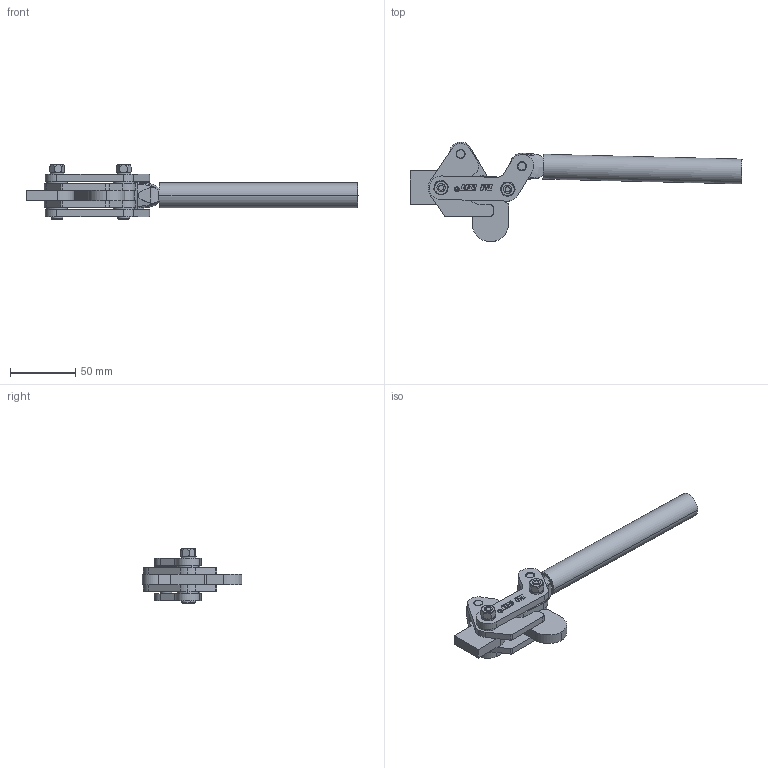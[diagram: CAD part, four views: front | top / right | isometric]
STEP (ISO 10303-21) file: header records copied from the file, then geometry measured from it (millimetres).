
FILE_DESCRIPTION (( 'STEP AP203' ), '1' );
FILE_NAME ('HS-702-C.STEP', '2019-09-04T10:07:31', ( '微软用户' ), ( '微软中国' ), 'SwSTEP 2.0', 'SolidWorks 2012', '' );
FILE_SCHEMA (( 'CONFIG_CONTROL_DESIGN' ));
Length unit declared in the file: millimetre
Products named in the file (17): HS-702-C; 騵艦杶; 苤怢論杶; 釱; 种2; 蟀裝; 眻种; 路杶; 忒參奪; 菁釱; prevailing torque hex nuts 1-fine pitch gb_GB_HEXAGON_LOCK_TYPE2 M6-N; curved single coil spring lock washers gb_GB_FASTENER_WASHER_CSLW 6; 啣芛; 菜え; 忒梟; 揤參
Assembly tree (26 placements, depth 2):
  HS-702-C
    忒梟
    揤參
    忒梟
    菜え  x4
    啣芛
    curved single coil spring lock washers gb_GB_FASTENER_WASHER_CSLW 6  x2
    prevailing torque hex nuts 1-fine pitch gb_GB_HEXAGON_LOCK_TYPE2 M6-N  x2
    菁釱  x2
    忒參奪
    路杶
    眻种  x2
    蟀裝  x2
    种2  x2
    釱
    苤怢論杶
    騵艦杶  x2
Bounding box: 254.25 x 76.29 x 42.3 mm (x, y, z)
Volume: 88953.8 mm3; surface area: 56675.8 mm2
Topology: 26 solids, 26 shells, 708 faces, 1782 edges, 1156 vertices
Faces by surface type: plane 317, bspline 164, cylinder 163, cone 64
Entity records: 28244 total; most frequent: CARTESIAN_POINT 12680, ORIENTED_EDGE 3038, DIRECTION 2343, EDGE_CURVE 1519, VERTEX_POINT 991, VECTOR 869, LINE 869, AXIS2_PLACEMENT_3D 737
